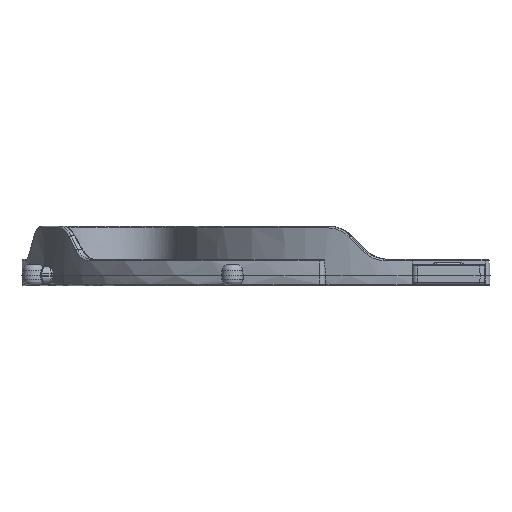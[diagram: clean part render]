
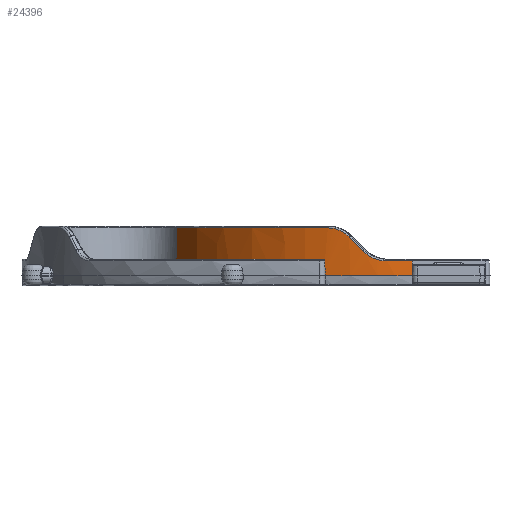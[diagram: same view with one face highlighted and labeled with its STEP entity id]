
A CAD part, left-side view. The second image highlights one B-rep face of the part: STEP entity #24396.
In plain terms, the highlighted free-form (B-spline) face has degree [3, 3] with [10, 4] control points.
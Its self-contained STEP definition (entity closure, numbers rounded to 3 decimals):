
#2305=B_SPLINE_CURVE_WITH_KNOTS('',3,(#54724,#54725,#54726,#54727,#54728,
#54729,#54730,#54731,#54732,#54733,#54734),.UNSPECIFIED.,.F.,.F.,(4,1,2,
1,1,2,4),(-6.599,-5.546,-4.14,-3.165,
-2.677,-0.727,0.),.UNSPECIFIED.);
#2309=B_SPLINE_CURVE_WITH_KNOTS('',3,(#54825,#54826,#54827,#54828,#54829),
 .UNSPECIFIED.,.F.,.F.,(4,1,4),(0.,0.426,
0.746),.UNSPECIFIED.);
#2311=B_SPLINE_CURVE_WITH_KNOTS('',3,(#54857,#54858,#54859,#54860),
 .UNSPECIFIED.,.F.,.F.,(4,4),(0.,0.586),
 .UNSPECIFIED.);
#2313=B_SPLINE_CURVE_WITH_KNOTS('',3,(#54894,#54895,#54896,#54897,#54898),
 .UNSPECIFIED.,.F.,.F.,(4,1,4),(0.,0.357,0.832),
 .UNSPECIFIED.);
#2314=B_SPLINE_CURVE_WITH_KNOTS('',3,(#54919,#54920,#54921,#54922),
 .UNSPECIFIED.,.F.,.F.,(4,4),(-0.756,0.),.UNSPECIFIED.);
#2383=B_SPLINE_CURVE_WITH_KNOTS('',3,(#56968,#56969,#56970,#56971,#56972,
#56973),.UNSPECIFIED.,.F.,.F.,(4,2,4),(-2.251,-1.126,
-0.799),.UNSPECIFIED.);
#2384=B_SPLINE_CURVE_WITH_KNOTS('',3,(#56974,#56975,#56976,#56977,#56978,
#56979,#56980,#56981,#56982,#56983),.UNSPECIFIED.,.F.,.F.,(4,2,1,2,1,4),
(-9.392,-6.888,-4.085,-3.384,
-1.353,0.),.UNSPECIFIED.);
#3342=B_SPLINE_SURFACE_WITH_KNOTS('',3,3,((#56927,#56928,#56929,#56930),
(#56931,#56932,#56933,#56934),(#56935,#56936,#56937,#56938),(#56939,#56940,
#56941,#56942),(#56943,#56944,#56945,#56946),(#56947,#56948,#56949,#56950),
(#56951,#56952,#56953,#56954),(#56955,#56956,#56957,#56958),(#56959,#56960,
#56961,#56962),(#56963,#56964,#56965,#56966)),.UNSPECIFIED.,.F.,.F.,.F.,
(4,2,1,2,1,4),(4,4),(-9.393,-6.888,-4.085,
-3.384,-1.353,0.),(0.,1.453),
 .UNSPECIFIED.);
#4769=FACE_OUTER_BOUND('',#6204,.T.);
#6204=EDGE_LOOP('',(#22363,#22364,#22365,#22366,#22367,#22368,#22369,#22370));
#7567=LINE('',#50329,#9014);
#9014=VECTOR('',#27424,10.);
#11242=VERTEX_POINT('',#50202);
#11252=VERTEX_POINT('',#50327);
#11482=VERTEX_POINT('',#54722);
#11483=VERTEX_POINT('',#54723);
#11486=VERTEX_POINT('',#54817);
#11488=VERTEX_POINT('',#54850);
#11490=VERTEX_POINT('',#54886);
#11562=VERTEX_POINT('',#56967);
#14691=EDGE_CURVE('',#11242,#11252,#7567,.T.);
#15069=EDGE_CURVE('',#11482,#11483,#2305,.T.);
#15075=EDGE_CURVE('',#11483,#11486,#2309,.T.);
#15078=EDGE_CURVE('',#11486,#11488,#2311,.T.);
#15081=EDGE_CURVE('',#11488,#11490,#2313,.T.);
#15082=EDGE_CURVE('',#11490,#11252,#2314,.T.);
#15221=EDGE_CURVE('',#11562,#11482,#2383,.T.);
#15222=EDGE_CURVE('',#11562,#11242,#2384,.T.);
#22363=ORIENTED_EDGE('',*,*,#15082,.F.);
#22364=ORIENTED_EDGE('',*,*,#15081,.F.);
#22365=ORIENTED_EDGE('',*,*,#15078,.F.);
#22366=ORIENTED_EDGE('',*,*,#15075,.F.);
#22367=ORIENTED_EDGE('',*,*,#15069,.F.);
#22368=ORIENTED_EDGE('',*,*,#15221,.F.);
#22369=ORIENTED_EDGE('',*,*,#15222,.T.);
#22370=ORIENTED_EDGE('',*,*,#14691,.T.);
#24396=ADVANCED_FACE('',(#4769),#3342,.T.);
#27424=DIRECTION('',(0.035,0.,0.999));
#50202=CARTESIAN_POINT('',(-85.5,11.,0.));
#50327=CARTESIAN_POINT('',(-85.342,11.,4.517));
#50329=CARTESIAN_POINT('',(-85.5,11.,0.));
#54722=CARTESIAN_POINT('',(-34.594,82.11,14.517));
#54723=CARTESIAN_POINT('',(-80.562,36.504,14.517));
#54724=CARTESIAN_POINT('Ctrl Pts',(-34.594,82.11,14.517));
#54725=CARTESIAN_POINT('Ctrl Pts',(-37.883,80.826,14.517));
#54726=CARTESIAN_POINT('Ctrl Pts',(-45.375,77.378,14.517));
#54727=CARTESIAN_POINT('Ctrl Pts',(-52.382,72.831,14.517));
#54728=CARTESIAN_POINT('Ctrl Pts',(-58.716,67.855,14.517));
#54729=CARTESIAN_POINT('Ctrl Pts',(-62.416,64.553,14.517));
#54730=CARTESIAN_POINT('Ctrl Pts',(-70.207,56.164,14.517));
#54731=CARTESIAN_POINT('Ctrl Pts',(-74.839,49.205,14.517));
#54732=CARTESIAN_POINT('Ctrl Pts',(-78.774,41.058,14.517));
#54733=CARTESIAN_POINT('Ctrl Pts',(-79.728,38.797,14.517));
#54734=CARTESIAN_POINT('Ctrl Pts',(-80.562,36.504,14.517));
#54817=CARTESIAN_POINT('',(-82.669,30.076,11.735));
#54825=CARTESIAN_POINT('Ctrl Pts',(-80.562,36.504,14.517));
#54826=CARTESIAN_POINT('Ctrl Pts',(-81.052,35.159,14.517));
#54827=CARTESIAN_POINT('Ctrl Pts',(-81.851,32.786,13.95));
#54828=CARTESIAN_POINT('Ctrl Pts',(-82.451,30.803,12.489));
#54829=CARTESIAN_POINT('Ctrl Pts',(-82.669,30.076,11.735));
#54850=CARTESIAN_POINT('',(-83.75,26.044,7.593));
#54857=CARTESIAN_POINT('Ctrl Pts',(-82.669,30.076,11.735));
#54858=CARTESIAN_POINT('Ctrl Pts',(-83.067,28.743,10.354));
#54859=CARTESIAN_POINT('Ctrl Pts',(-83.428,27.399,8.973));
#54860=CARTESIAN_POINT('Ctrl Pts',(-83.75,26.044,7.593));
#54886=CARTESIAN_POINT('',(-84.972,18.593,4.517));
#54894=CARTESIAN_POINT('Ctrl Pts',(-83.75,26.044,7.593));
#54895=CARTESIAN_POINT('Ctrl Pts',(-83.946,25.22,6.753));
#54896=CARTESIAN_POINT('Ctrl Pts',(-84.427,22.951,5.132));
#54897=CARTESIAN_POINT('Ctrl Pts',(-84.816,20.182,4.517));
#54898=CARTESIAN_POINT('Ctrl Pts',(-84.972,18.593,4.517));
#54919=CARTESIAN_POINT('Ctrl Pts',(-84.972,18.593,4.517));
#54920=CARTESIAN_POINT('Ctrl Pts',(-85.22,16.07,4.517));
#54921=CARTESIAN_POINT('Ctrl Pts',(-85.342,13.535,4.517));
#54922=CARTESIAN_POINT('Ctrl Pts',(-85.342,11.,4.517));
#56927=CARTESIAN_POINT('Ctrl Pts',(-34.778,82.582,0.));
#56928=CARTESIAN_POINT('Ctrl Pts',(-34.717,82.425,4.839));
#56929=CARTESIAN_POINT('Ctrl Pts',(-34.655,82.267,9.678));
#56930=CARTESIAN_POINT('Ctrl Pts',(-34.594,82.11,14.517));
#56931=CARTESIAN_POINT('Ctrl Pts',(-42.548,79.549,0.));
#56932=CARTESIAN_POINT('Ctrl Pts',(-42.472,79.397,4.839));
#56933=CARTESIAN_POINT('Ctrl Pts',(-42.396,79.246,9.678));
#56934=CARTESIAN_POINT('Ctrl Pts',(-42.32,79.094,14.517));
#56935=CARTESIAN_POINT('Ctrl Pts',(-49.913,75.414,0.));
#56936=CARTESIAN_POINT('Ctrl Pts',(-49.823,75.27,4.839));
#56937=CARTESIAN_POINT('Ctrl Pts',(-49.732,75.126,9.678));
#56938=CARTESIAN_POINT('Ctrl Pts',(-49.642,74.982,14.517));
#56939=CARTESIAN_POINT('Ctrl Pts',(-63.735,64.561,0.));
#56940=CARTESIAN_POINT('Ctrl Pts',(-63.615,64.44,4.839));
#56941=CARTESIAN_POINT('Ctrl Pts',(-63.495,64.32,9.678));
#56942=CARTESIAN_POINT('Ctrl Pts',(-63.375,64.199,14.517));
#56943=CARTESIAN_POINT('Ctrl Pts',(-71.612,55.784,0.));
#56944=CARTESIAN_POINT('Ctrl Pts',(-71.475,55.682,4.839));
#56945=CARTESIAN_POINT('Ctrl Pts',(-71.338,55.58,9.678));
#56946=CARTESIAN_POINT('Ctrl Pts',(-71.201,55.478,14.517));
#56947=CARTESIAN_POINT('Ctrl Pts',(-77.147,45.59,0.));
#56948=CARTESIAN_POINT('Ctrl Pts',(-76.998,45.511,4.839));
#56949=CARTESIAN_POINT('Ctrl Pts',(-76.848,45.433,9.678));
#56950=CARTESIAN_POINT('Ctrl Pts',(-76.698,45.355,14.517));
#56951=CARTESIAN_POINT('Ctrl Pts',(-81.107,37.398,0.));
#56952=CARTESIAN_POINT('Ctrl Pts',(-80.948,37.338,4.839));
#56953=CARTESIAN_POINT('Ctrl Pts',(-80.789,37.279,9.678));
#56954=CARTESIAN_POINT('Ctrl Pts',(-80.63,37.219,14.517));
#56955=CARTESIAN_POINT('Ctrl Pts',(-84.543,26.67,0.));
#56956=CARTESIAN_POINT('Ctrl Pts',(-84.376,26.635,4.839));
#56957=CARTESIAN_POINT('Ctrl Pts',(-84.209,26.601,9.678));
#56958=CARTESIAN_POINT('Ctrl Pts',(-84.042,26.566,14.517));
#56959=CARTESIAN_POINT('Ctrl Pts',(-85.5,15.511,0.));
#56960=CARTESIAN_POINT('Ctrl Pts',(-85.331,15.502,4.839));
#56961=CARTESIAN_POINT('Ctrl Pts',(-85.162,15.492,9.678));
#56962=CARTESIAN_POINT('Ctrl Pts',(-84.993,15.483,14.517));
#56963=CARTESIAN_POINT('Ctrl Pts',(-85.5,11.,0.));
#56964=CARTESIAN_POINT('Ctrl Pts',(-85.331,11.,4.839));
#56965=CARTESIAN_POINT('Ctrl Pts',(-85.162,11.,9.678));
#56966=CARTESIAN_POINT('Ctrl Pts',(-84.993,11.,14.517));
#56967=CARTESIAN_POINT('',(-34.786,82.579,0.));
#56968=CARTESIAN_POINT('Ctrl Pts',(-34.786,82.579,0.));
#56969=CARTESIAN_POINT('Ctrl Pts',(-34.736,82.458,3.75));
#56970=CARTESIAN_POINT('Ctrl Pts',(-34.687,82.337,7.5));
#56971=CARTESIAN_POINT('Ctrl Pts',(-34.623,82.18,12.339));
#56972=CARTESIAN_POINT('Ctrl Pts',(-34.608,82.145,13.428));
#56973=CARTESIAN_POINT('Ctrl Pts',(-34.594,82.11,14.517));
#56974=CARTESIAN_POINT('Ctrl Pts',(-34.786,82.579,0.));
#56975=CARTESIAN_POINT('Ctrl Pts',(-42.553,79.546,0.));
#56976=CARTESIAN_POINT('Ctrl Pts',(-49.915,75.412,0.));
#56977=CARTESIAN_POINT('Ctrl Pts',(-63.735,64.561,0.));
#56978=CARTESIAN_POINT('Ctrl Pts',(-71.612,55.784,0.));
#56979=CARTESIAN_POINT('Ctrl Pts',(-77.147,45.59,0.));
#56980=CARTESIAN_POINT('Ctrl Pts',(-81.107,37.398,0.));
#56981=CARTESIAN_POINT('Ctrl Pts',(-84.543,26.67,0.));
#56982=CARTESIAN_POINT('Ctrl Pts',(-85.5,15.511,0.));
#56983=CARTESIAN_POINT('Ctrl Pts',(-85.5,11.,0.));
